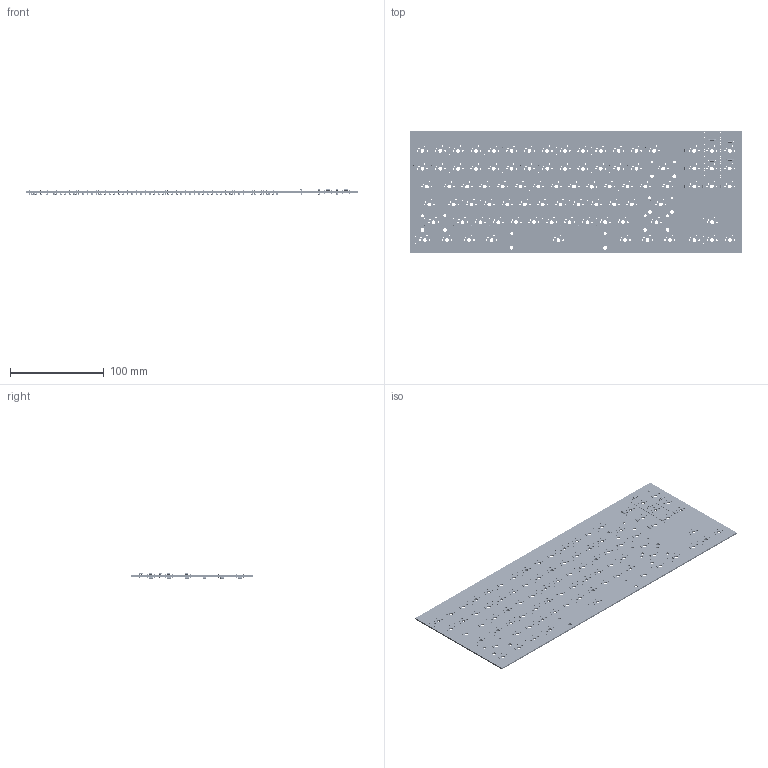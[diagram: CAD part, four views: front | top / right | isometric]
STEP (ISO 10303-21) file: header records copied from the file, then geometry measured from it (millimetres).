
FILE_DESCRIPTION(('KiCad electronic assembly'),'2;1');
FILE_NAME('Keyboard.step','2025-04-07T08:13:40',('Pcbnew'),('Kicad'), 'Open CASCADE STEP processor 7.6','KiCad to STEP converter','Unknown' );
FILE_SCHEMA(('AUTOMOTIVE_DESIGN { 1 0 10303 214 1 1 1 1 }'));
Length unit declared in the file: millimetre
Products named in the file (4): Keyboard 1; D_DO-35_SOD27_P7.62mm_Horizontal; Keyboard_PCB
Assembly tree (90 placements, depth 3):
  Keyboard 1
    D_DO-35_SOD27_P7.62mm_Horizontal  x88
      D_DO-35_SOD27_P7.62mm_Horizontal
    Keyboard_PCB
Bounding box: 354.81 x 130.97 x 6.72 mm (x, y, z)
Volume: 72273 mm3; surface area: 100798.4 mm2
Topology: 177 solids, 177 shells, 2090 faces, 4152 edges, 2592 vertices
Faces by surface type: cylinder 1204, plane 534, torus 352
Full cylindrical faces by diameter (mm): 0.5 x264, 0.8 x176, 1 x40, 1.5 x176, 1.7 x176, 2 x176, 2.02 x88, 3.05 x10, 4 x98
Entity records: 27755 total; most frequent: DIRECTION 5012, CARTESIAN_POINT 4227, ORIENTED_EDGE 4128, AXIS2_PLACEMENT_3D 2159, EDGE_CURVE 2064, FACE_BOUND 2052, EDGE_LOOP 2052, VERTEX_POINT 1374
